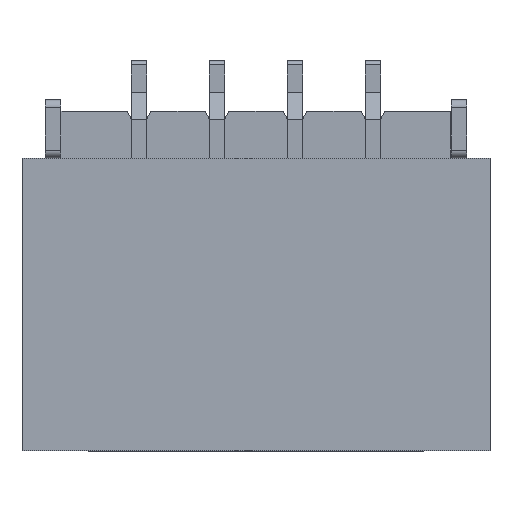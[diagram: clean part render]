
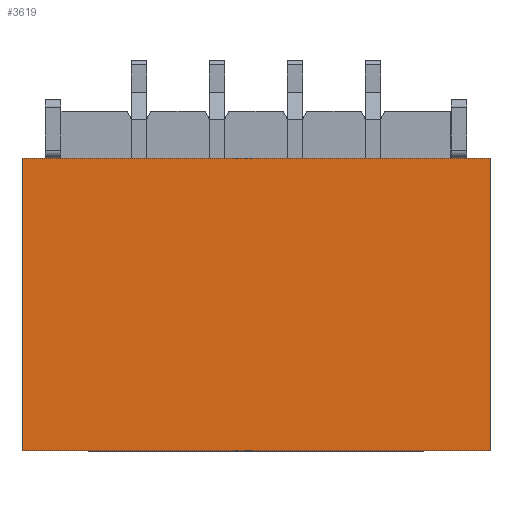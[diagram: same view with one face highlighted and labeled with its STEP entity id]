
A CAD part, top view. The second image highlights one B-rep face of the part: STEP entity #3619.
In plain terms, the highlighted planar face has unit normal (0, 0, 1).
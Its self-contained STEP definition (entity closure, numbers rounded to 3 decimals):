
#844=ORIENTED_EDGE('',*,*,#1292,.T.);
#845=ORIENTED_EDGE('',*,*,#1586,.F.);
#846=ORIENTED_EDGE('',*,*,#1487,.F.);
#847=ORIENTED_EDGE('',*,*,#1585,.T.);
#1292=EDGE_CURVE('',#1801,#1800,#2152,.T.);
#1487=EDGE_CURVE('',#1947,#1948,#2335,.T.);
#1585=EDGE_CURVE('',#1947,#1801,#2425,.T.);
#1586=EDGE_CURVE('',#1948,#1800,#2426,.T.);
#1800=VERTEX_POINT('',#5086);
#1801=VERTEX_POINT('',#5088);
#1947=VERTEX_POINT('',#5476);
#1948=VERTEX_POINT('',#5478);
#2152=LINE('',#5087,#2600);
#2335=LINE('',#5477,#2783);
#2425=LINE('',#5666,#2873);
#2426=LINE('',#5668,#2874);
#2600=VECTOR('',#4110,1000.);
#2783=VECTOR('',#4413,1000.);
#2873=VECTOR('',#4605,1000.);
#2874=VECTOR('',#4608,1000.);
#3125=EDGE_LOOP('',(#844,#845,#846,#847));
#3309=FACE_BOUND('',#3125,.T.);
#3464=PLANE('',#3872);
#3619=ADVANCED_FACE('',(#3309),#3464,.T.);
#3872=AXIS2_PLACEMENT_3D('',#5667,#4606,#4607);
#4110=DIRECTION('',(-1.,0.,0.));
#4413=DIRECTION('',(-1.,0.,0.));
#4605=DIRECTION('',(0.,1.,0.));
#4606=DIRECTION('',(0.,0.,1.));
#4607=DIRECTION('',(0.,-1.,0.));
#4608=DIRECTION('',(0.,1.,0.));
#5086=CARTESIAN_POINT('',(-3.,1.575,1.5));
#5087=CARTESIAN_POINT('',(-3.,1.575,1.5));
#5088=CARTESIAN_POINT('',(3.,1.575,1.5));
#5476=CARTESIAN_POINT('',(3.,-2.175,1.5));
#5477=CARTESIAN_POINT('',(3.,-2.175,1.5));
#5478=CARTESIAN_POINT('',(-3.,-2.175,1.5));
#5666=CARTESIAN_POINT('',(3.,-2.175,1.5));
#5667=CARTESIAN_POINT('',(3.,-2.175,1.5));
#5668=CARTESIAN_POINT('',(-3.,-2.175,1.5));
